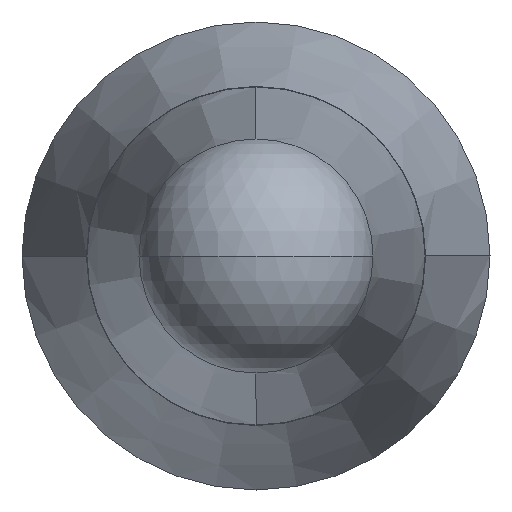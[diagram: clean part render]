
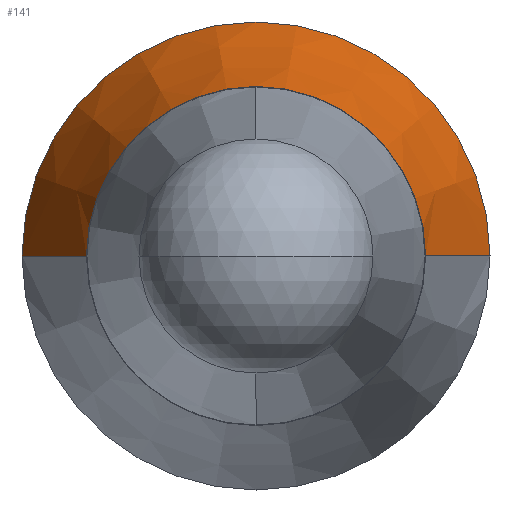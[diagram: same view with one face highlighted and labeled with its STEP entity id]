
A CAD part, front view. The second image highlights one B-rep face of the part: STEP entity #141.
In plain terms, the highlighted conical face has half-angle 15 degrees and reference radius 4.601 mm.
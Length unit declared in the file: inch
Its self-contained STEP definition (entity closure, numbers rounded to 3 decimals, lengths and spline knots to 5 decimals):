
#4 = LINE ( 'NONE', #485, #15 ) ;
#7 = ORIENTED_EDGE ( 'NONE', *, *, #328, .T. ) ;
#8 = AXIS2_PLACEMENT_3D ( 'NONE', #290, #245, #369 ) ;
#9 = VERTEX_POINT ( 'NONE', #437 ) ;
#15 = VECTOR ( 'NONE', #455, 39.37008 ) ;
#23 = VERTEX_POINT ( 'NONE', #98 ) ;
#29 = VECTOR ( 'NONE', #460, 39.37008 ) ;
#48 = AXIS2_PLACEMENT_3D ( 'NONE', #440, #84, #246 ) ;
#58 = ORIENTED_EDGE ( 'NONE', *, *, #358, .F. ) ;
#81 = EDGE_CURVE ( 'NONE', #23, #233, #120, .T. ) ;
#84 = DIRECTION ( 'NONE',  ( 0., 1., 0. ) ) ;
#98 = CARTESIAN_POINT ( 'NONE',  ( -0.25, 1.25695, 0. ) ) ;
#120 = CIRCLE ( 'NONE', #492, 0.25 ) ;
#141 = ADVANCED_FACE ( 'NONE', ( #478 ), #273, .T. ) ;
#142 = EDGE_LOOP ( 'NONE', ( #7, #389, #377, #58 ) ) ;
#143 = CARTESIAN_POINT ( 'NONE',  ( 0.18115, 1., 0. ) ) ;
#147 = DIRECTION ( 'NONE',  ( 0., 1., 0. ) ) ;
#175 = CIRCLE ( 'NONE', #8, 0.18115 ) ;
#227 = DIRECTION ( 'NONE',  ( -1., 0., 0. ) ) ;
#233 = VERTEX_POINT ( 'NONE', #319 ) ;
#245 = DIRECTION ( 'NONE',  ( 0., 1., 0. ) ) ;
#246 = DIRECTION ( 'NONE',  ( -1., 0., 0. ) ) ;
#261 = CARTESIAN_POINT ( 'NONE',  ( -0.18115, 1., 0. ) ) ;
#273 = CONICAL_SURFACE ( 'NONE', #48, 0.18115, 0.262 ) ;
#290 = CARTESIAN_POINT ( 'NONE',  ( 0., 1., 0. ) ) ;
#319 = CARTESIAN_POINT ( 'NONE',  ( 0.25, 1.25695, 0. ) ) ;
#328 = EDGE_CURVE ( 'NONE', #465, #9, #175, .T. ) ;
#358 = EDGE_CURVE ( 'NONE', #465, #23, #4, .T. ) ;
#369 = DIRECTION ( 'NONE',  ( -1., 0., 0. ) ) ;
#377 = ORIENTED_EDGE ( 'NONE', *, *, #81, .F. ) ;
#389 = ORIENTED_EDGE ( 'NONE', *, *, #396, .T. ) ;
#396 = EDGE_CURVE ( 'NONE', #9, #233, #422, .T. ) ;
#399 = CARTESIAN_POINT ( 'NONE',  ( 0., 1.25695, 0. ) ) ;
#422 = LINE ( 'NONE', #143, #29 ) ;
#437 = CARTESIAN_POINT ( 'NONE',  ( 0.18115, 1., 0. ) ) ;
#440 = CARTESIAN_POINT ( 'NONE',  ( 0., 1., 0. ) ) ;
#455 = DIRECTION ( 'NONE',  ( -0.259, 0.966, 0. ) ) ;
#460 = DIRECTION ( 'NONE',  ( 0.259, 0.966, 0. ) ) ;
#465 = VERTEX_POINT ( 'NONE', #261 ) ;
#478 = FACE_OUTER_BOUND ( 'NONE', #142, .T. ) ;
#485 = CARTESIAN_POINT ( 'NONE',  ( -0.18115, 1., 0. ) ) ;
#492 = AXIS2_PLACEMENT_3D ( 'NONE', #399, #147, #227 ) ;
